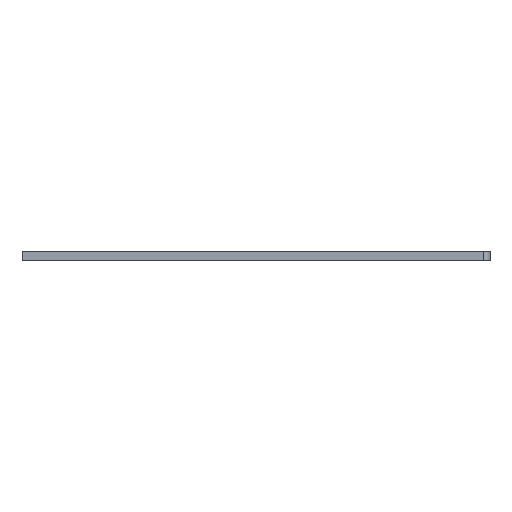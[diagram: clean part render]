
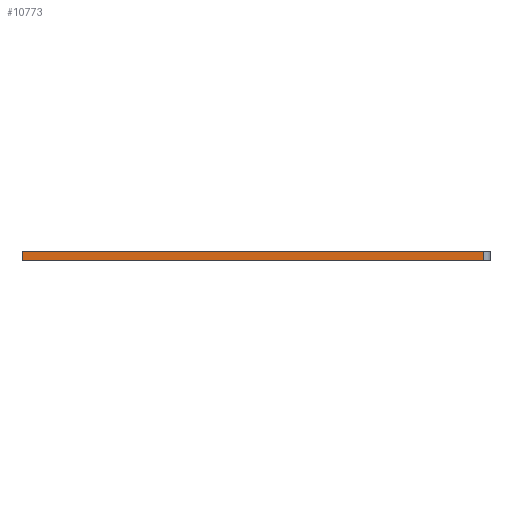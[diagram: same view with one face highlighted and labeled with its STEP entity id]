
A CAD part, front view. The second image highlights one B-rep face of the part: STEP entity #10773.
In plain terms, the highlighted planar face has unit normal (0, -1, 0).
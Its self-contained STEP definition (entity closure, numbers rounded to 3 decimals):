
#393=FACE_OUTER_BOUND('',#997,.T.);
#997=EDGE_LOOP('',(#8049,#8050,#8051,#8052));
#1441=LINE('',#14356,#2947);
#1510=LINE('',#14495,#3016);
#2075=LINE('',#15644,#3581);
#2076=LINE('',#15645,#3582);
#2947=VECTOR('',#11709,10.);
#3016=VECTOR('',#11810,10.);
#3581=VECTOR('',#12783,10.);
#3582=VECTOR('',#12784,10.);
#4453=VERTEX_POINT('',#14353);
#4454=VERTEX_POINT('',#14355);
#4508=VERTEX_POINT('',#14493);
#4888=VERTEX_POINT('',#15643);
#5465=EDGE_CURVE('',#4454,#4453,#1441,.T.);
#5536=EDGE_CURVE('',#4508,#4453,#1510,.T.);
#6109=EDGE_CURVE('',#4888,#4508,#2075,.T.);
#6110=EDGE_CURVE('',#4454,#4888,#2076,.T.);
#8049=ORIENTED_EDGE('',*,*,#5465,.T.);
#8050=ORIENTED_EDGE('',*,*,#5536,.F.);
#8051=ORIENTED_EDGE('',*,*,#6109,.F.);
#8052=ORIENTED_EDGE('',*,*,#6110,.F.);
#10221=PLANE('',#11352);
#10773=ADVANCED_FACE('',(#393),#10221,.T.);
#11352=AXIS2_PLACEMENT_3D('',#15642,#12781,#12782);
#11709=DIRECTION('',(0.,0.,-1.));
#11810=DIRECTION('',(-1.,0.,0.));
#12781=DIRECTION('center_axis',(0.,-1.,0.));
#12782=DIRECTION('ref_axis',(-1.,0.,0.));
#12783=DIRECTION('',(0.,0.,-1.));
#12784=DIRECTION('',(1.,0.,0.));
#14353=CARTESIAN_POINT('',(190.,-6.4,-4.));
#14355=CARTESIAN_POINT('',(190.,-6.4,0.));
#14356=CARTESIAN_POINT('',(190.,-6.4,-1.));
#14493=CARTESIAN_POINT('',(393.925,-6.4,-4.));
#14495=CARTESIAN_POINT('',(-3.4,-6.4,-4.));
#15642=CARTESIAN_POINT('Origin',(393.925,-6.4,0.));
#15643=CARTESIAN_POINT('',(393.925,-6.4,0.));
#15644=CARTESIAN_POINT('',(393.925,-6.4,0.));
#15645=CARTESIAN_POINT('',(-3.4,-6.4,0.));
